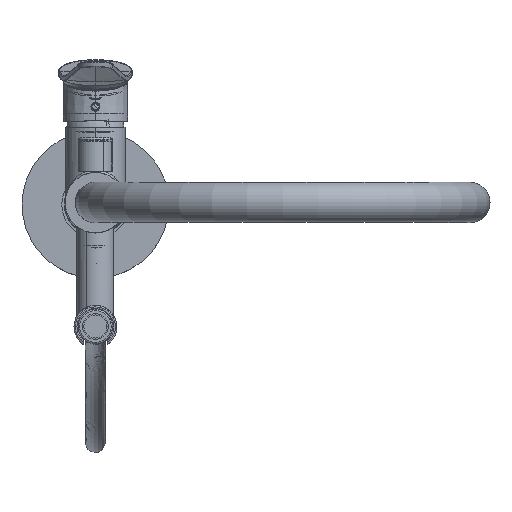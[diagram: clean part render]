
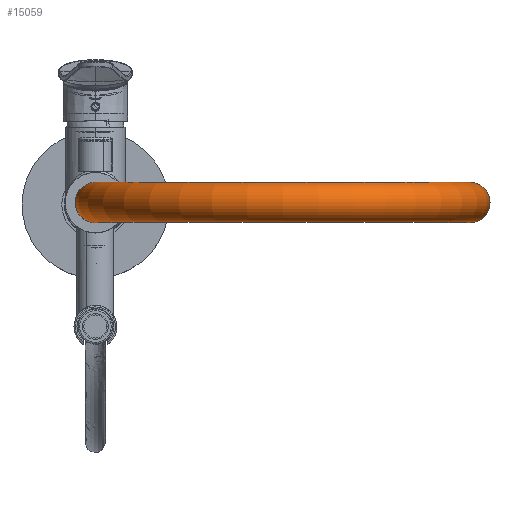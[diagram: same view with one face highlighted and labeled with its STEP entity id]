
A CAD part, top view. The second image highlights one B-rep face of the part: STEP entity #15059.
In plain terms, the highlighted toroidal (fillet/blend) face has major radius 130 mm and minor radius 14 mm.
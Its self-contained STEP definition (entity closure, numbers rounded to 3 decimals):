
#14974=CARTESIAN_POINT('Vertex',(260.,14.,281.8)) ;
#14979=CARTESIAN_POINT('Axis2P3D Location',(260.,0.,281.8)) ;
#14983=CARTESIAN_POINT('Vertex',(260.,-14.,281.8)) ;
#15029=CARTESIAN_POINT('Axis2P3D Location',(130.,0.,281.8)) ;
#15034=CARTESIAN_POINT('Axis2P3D Location',(0.,0.,281.8)) ;
#15038=CARTESIAN_POINT('Vertex',(0.,14.,281.8)) ;
#15040=CARTESIAN_POINT('Vertex',(0.,-14.,281.8)) ;
#15043=CARTESIAN_POINT('Axis2P3D Location',(130.,-14.,281.8)) ;
#15048=CARTESIAN_POINT('Axis2P3D Location',(130.,14.,281.8)) ;
#14980=DIRECTION('Axis2P3D Direction',(-0.,-0.,-1.)) ;
#15030=DIRECTION('Axis2P3D Direction',(0.,-1.,0.)) ;
#15031=DIRECTION('Axis2P3D XDirection',(1.,0.,0.)) ;
#15035=DIRECTION('Axis2P3D Direction',(0.,0.,1.)) ;
#15044=DIRECTION('Axis2P3D Direction',(0.,-1.,0.)) ;
#15049=DIRECTION('Axis2P3D Direction',(0.,-1.,0.)) ;
#14981=AXIS2_PLACEMENT_3D('Circle Axis2P3D',#14979,#14980,$) ;
#15032=AXIS2_PLACEMENT_3D('Torus Axis2P3D',#15029,#15030,#15031) ;
#15036=AXIS2_PLACEMENT_3D('Circle Axis2P3D',#15034,#15035,$) ;
#15045=AXIS2_PLACEMENT_3D('Circle Axis2P3D',#15043,#15044,$) ;
#15050=AXIS2_PLACEMENT_3D('Circle Axis2P3D',#15048,#15049,$) ;
#14982=CIRCLE('generated circle',#14981,14.) ;
#15037=CIRCLE('generated circle',#15036,14.) ;
#15046=CIRCLE('generated circle',#15045,130.) ;
#15051=CIRCLE('generated circle',#15050,130.) ;
#15033=TOROIDAL_SURFACE('homeo Torus',#15032,130.,14.) ;
#14985=EDGE_CURVE('',#14975,#14984,#14982,.T.) ;
#15042=EDGE_CURVE('',#15039,#15041,#15037,.T.) ;
#15047=EDGE_CURVE('',#14984,#15041,#15046,.T.) ;
#15052=EDGE_CURVE('',#14975,#15039,#15051,.T.) ;
#15054=ORIENTED_EDGE('',*,*,#15042,.T.) ;
#15055=ORIENTED_EDGE('',*,*,#15047,.F.) ;
#15056=ORIENTED_EDGE('',*,*,#14985,.F.) ;
#15057=ORIENTED_EDGE('',*,*,#15052,.T.) ;
#15053=EDGE_LOOP('',(#15054,#15055,#15056,#15057)) ;
#14975=VERTEX_POINT('',#14974) ;
#14984=VERTEX_POINT('',#14983) ;
#15039=VERTEX_POINT('',#15038) ;
#15041=VERTEX_POINT('',#15040) ;
#15059=ADVANCED_FACE('PartBody',(#15058),#15033,.T.) ;
#15058=FACE_OUTER_BOUND('',#15053,.T.) ;
